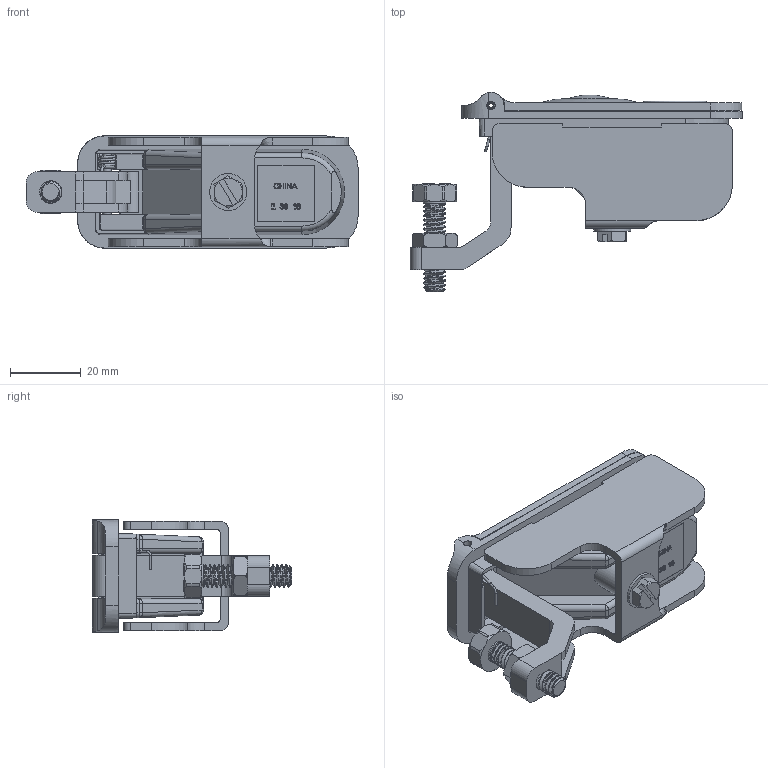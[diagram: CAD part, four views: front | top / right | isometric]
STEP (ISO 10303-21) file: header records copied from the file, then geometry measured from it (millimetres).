
FILE_DESCRIPTION(/* description */ ('SEALED TRIGGER LATCH, LOCKING'),/* implementation_level */ '2;1');
FILE_NAME(/* name */ '17134-K.stp',/* time_stamp */ '2023-07-31T10:16:53-04:00',/* author */ ('dtinay'),/* organization */ ('Eberhard Manufacturing Company'),/* preprocessor_version */ 'ST-DEVELOPER v18.1',/* originating_system */ 'Autodesk Inventor 2022',/* authorisation */ '');
FILE_SCHEMA (('AUTOMOTIVE_DESIGN { 1 0 10303 214 3 1 1 }'));
Products named in the file (15): 17134-K; 17134-1; 17134-K-2; 17134-4; 17134-3; 17134-7; 17134-SS10 Assembled; 28500-28; 5X-284; 17134-SS11 Assembled; 17134-12; 17134-8; 17134-13; 17134-14; VENDOR BATCH CONTROL LABEL 2
Assembly tree (14 placements, depth 2):
  17134-K
    17134-1
    17134-K-2
    17134-4
    17134-3
    17134-7
    17134-SS10 Assembled
    28500-28
    5X-284
    17134-SS11 Assembled
    17134-12
    17134-8
    17134-13
    17134-14
    VENDOR BATCH CONTROL LABEL 2
Bounding box: 93.98 x 56.39 x 31.75 mm (x, y, z)
Volume: 36163.2 mm3; surface area: 39004 mm2
Topology: 16 solids, 16 shells, 666 faces, 1761 edges, 1147 vertices
Faces by surface type: plane 351, cylinder 174, bspline 68, cone 40, torus 22, sphere 11
Full cylindrical faces by diameter (mm): 0.635 x7, 1.587 x4, 2.362 x3, 2.54 x1, 3.175 x2, 3.683 x1, 4.7 x19, 4.826 x1, 4.978 x1, 6.35 x20, 9.525 x1, 10.516 x1, 12.7 x2, 12.954 x1, 13.096 x1, 13.462 x1, 13.589 x1, 15.875 x1, 16.002 x1
Entity records: 27101 total; most frequent: CARTESIAN_POINT 10259, ORIENTED_EDGE 3520, DIRECTION 3118, EDGE_CURVE 1760, VERTEX_POINT 1146, AXIS2_PLACEMENT_3D 1045, LINE 1028, VECTOR 1028
